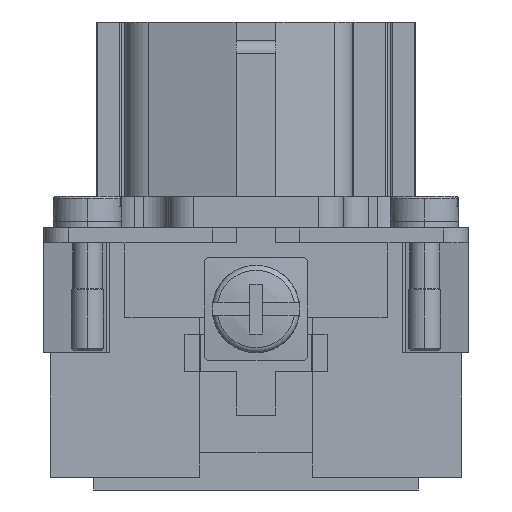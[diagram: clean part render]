
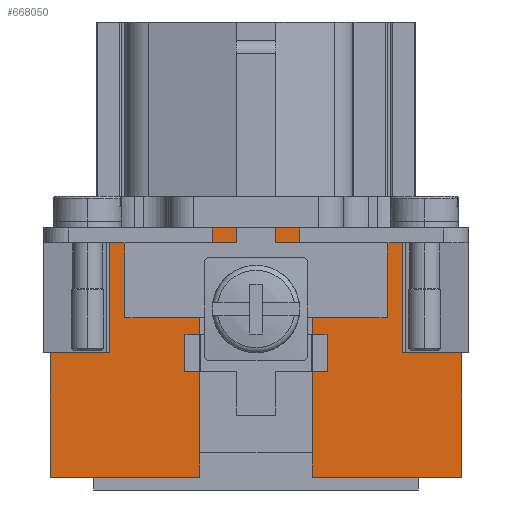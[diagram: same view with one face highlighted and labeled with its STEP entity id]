
A CAD part, left-side view. The second image highlights one B-rep face of the part: STEP entity #668050.
In plain terms, the highlighted planar face has unit normal (-1, 0, 0).
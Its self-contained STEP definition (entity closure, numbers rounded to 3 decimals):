
#262400=CARTESIAN_POINT('',(-44.9,16.5,-20.));
#262410=VERTEX_POINT('',#262400);
#262440=CARTESIAN_POINT('',(-44.9,16.5,-20.));
#262450=DIRECTION('',(0.,-1.,0.));
#262460=VECTOR('',#262450,12.);
#262470=LINE('',#262440,#262460);
#262480=CARTESIAN_POINT('',(-44.9,4.5,-20.));
#262490=VERTEX_POINT('',#262480);
#262500=EDGE_CURVE('',#262410,#262490,#262470,.T.);
#263360=CARTESIAN_POINT('',(-44.9,-4.5,-20.));
#263370=VERTEX_POINT('',#263360);
#263400=CARTESIAN_POINT('',(-44.9,-4.5,-20.));
#263410=DIRECTION('',(0.,-1.,0.));
#263420=VECTOR('',#263410,12.);
#263430=LINE('',#263400,#263420);
#263440=CARTESIAN_POINT('',(-44.9,-16.5,-20.));
#263450=VERTEX_POINT('',#263440);
#263460=EDGE_CURVE('',#263370,#263450,#263430,.T.);
#375390=CARTESIAN_POINT('',(-44.9,4.5,-20.));
#375400=DIRECTION('',(0.,0.,1.));
#375410=VECTOR('',#375400,2.);
#375420=LINE('',#375390,#375410);
#375430=CARTESIAN_POINT('',(-44.9,4.5,-18.));
#375440=VERTEX_POINT('',#375430);
#375450=EDGE_CURVE('',#262490,#375440,#375420,.T.);
#392890=CARTESIAN_POINT('',(-44.9,-4.5,-1.2));
#392900=VERTEX_POINT('',#392890);
#392930=CARTESIAN_POINT('',(-44.9,-4.5,-1.2));
#392940=DIRECTION('',(0.,0.,-1.));
#392950=VECTOR('',#392940,16.8);
#392960=LINE('',#392930,#392950);
#392970=CARTESIAN_POINT('',(-44.9,-4.5,-18.));
#392980=VERTEX_POINT('',#392970);
#392990=EDGE_CURVE('',#392900,#392980,#392960,.T.);
#395370=CARTESIAN_POINT('',(-44.9,4.5,-1.2));
#395380=VERTEX_POINT('',#395370);
#395410=CARTESIAN_POINT('',(-44.9,4.5,-1.2));
#395420=DIRECTION('',(0.,-1.,0.));
#395430=VECTOR('',#395420,9.);
#395440=LINE('',#395410,#395430);
#395450=EDGE_CURVE('',#395380,#392900,#395440,.T.);
#399590=CARTESIAN_POINT('',(-44.9,4.5,-18.));
#399600=DIRECTION('',(0.,0.,1.));
#399610=VECTOR('',#399600,16.8);
#399620=LINE('',#399590,#399610);
#399630=EDGE_CURVE('',#375440,#395380,#399620,.T.);
#417580=CARTESIAN_POINT('',(-44.9,-4.5,-18.));
#417590=DIRECTION('',(0.,0.,-1.));
#417600=VECTOR('',#417590,2.);
#417610=LINE('',#417580,#417600);
#417620=EDGE_CURVE('',#392980,#263370,#417610,.T.);
#426240=CARTESIAN_POINT('',(-44.9,-16.5,-10.));
#426250=VERTEX_POINT('',#426240);
#426280=CARTESIAN_POINT('',(-44.9,-16.5,-10.));
#426290=DIRECTION('',(0.,1.,0.));
#426300=VECTOR('',#426290,4.75);
#426310=LINE('',#426280,#426300);
#426320=CARTESIAN_POINT('',(-44.9,-11.75,-10.));
#426330=VERTEX_POINT('',#426320);
#426340=EDGE_CURVE('',#426250,#426330,#426310,.T.);
#429750=CARTESIAN_POINT('',(-44.9,11.75,0.));
#429760=VERTEX_POINT('',#429750);
#429790=CARTESIAN_POINT('',(-44.9,11.75,0.));
#429800=DIRECTION('',(0.,0.,-1.));
#429810=VECTOR('',#429800,10.);
#429820=LINE('',#429790,#429810);
#429830=CARTESIAN_POINT('',(-44.9,11.75,-10.));
#429840=VERTEX_POINT('',#429830);
#429850=EDGE_CURVE('',#429760,#429840,#429820,.T.);
#437930=CARTESIAN_POINT('',(-44.9,-11.75,-10.));
#437940=DIRECTION('',(0.,0.,1.));
#437950=VECTOR('',#437940,10.);
#437960=LINE('',#437930,#437950);
#437970=CARTESIAN_POINT('',(-44.9,-11.75,0.));
#437980=VERTEX_POINT('',#437970);
#437990=EDGE_CURVE('',#426330,#437980,#437960,.T.);
#470150=CARTESIAN_POINT('',(-44.9,-11.75,0.));
#470160=DIRECTION('',(0.,1.,0.));
#470170=VECTOR('',#470160,23.5);
#470180=LINE('',#470150,#470170);
#470190=EDGE_CURVE('',#437980,#429760,#470180,.T.);
#608730=CARTESIAN_POINT('',(-44.9,16.5,-10.));
#608740=VERTEX_POINT('',#608730);
#608770=CARTESIAN_POINT('',(-44.9,16.5,-10.));
#608780=DIRECTION('',(0.,0.,-1.));
#608790=VECTOR('',#608780,10.);
#608800=LINE('',#608770,#608790);
#608810=EDGE_CURVE('',#608740,#262410,#608800,.T.);
#619920=CARTESIAN_POINT('',(-44.9,-16.5,-10.));
#619930=DIRECTION('',(0.,0.,-1.));
#619940=VECTOR('',#619930,10.);
#619950=LINE('',#619920,#619940);
#619960=EDGE_CURVE('',#426250,#263450,#619950,.T.);
#638220=CARTESIAN_POINT('',(-44.9,11.75,-10.));
#638230=DIRECTION('',(0.,1.,0.));
#638240=VECTOR('',#638230,4.75);
#638250=LINE('',#638220,#638240);
#638260=EDGE_CURVE('',#429840,#608740,#638250,.T.);
#667840=CARTESIAN_POINT('',(-44.9,16.5,0.));
#667850=DIRECTION('',(-1.,0.,0.));
#667860=DIRECTION('',(0.,0.,1.));
#667870=AXIS2_PLACEMENT_3D('',#667840,#667850,#667860);
#667880=PLANE('',#667870);
#667890=ORIENTED_EDGE('',*,*,#399630,.T.);
#667900=ORIENTED_EDGE('',*,*,#375450,.T.);
#667910=ORIENTED_EDGE('',*,*,#262500,.T.);
#667920=ORIENTED_EDGE('',*,*,#608810,.T.);
#667930=ORIENTED_EDGE('',*,*,#638260,.T.);
#667940=ORIENTED_EDGE('',*,*,#429850,.T.);
#667950=ORIENTED_EDGE('',*,*,#470190,.T.);
#667960=ORIENTED_EDGE('',*,*,#437990,.T.);
#667970=ORIENTED_EDGE('',*,*,#426340,.T.);
#667980=ORIENTED_EDGE('',*,*,#619960,.F.);
#667990=ORIENTED_EDGE('',*,*,#263460,.T.);
#668000=ORIENTED_EDGE('',*,*,#417620,.T.);
#668010=ORIENTED_EDGE('',*,*,#392990,.T.);
#668020=ORIENTED_EDGE('',*,*,#395450,.T.);
#668030=EDGE_LOOP('',(#668020,#668010,#668000,#667990,#667980,#667970,
#667960,#667950,#667940,#667930,#667920,#667910,#667900,#667890));
#668040=FACE_OUTER_BOUND('',#668030,.T.);
#668050=ADVANCED_FACE('',(#668040),#667880,.T.);
